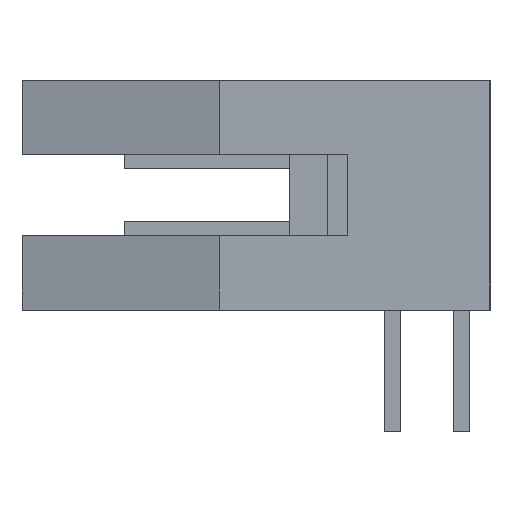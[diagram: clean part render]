
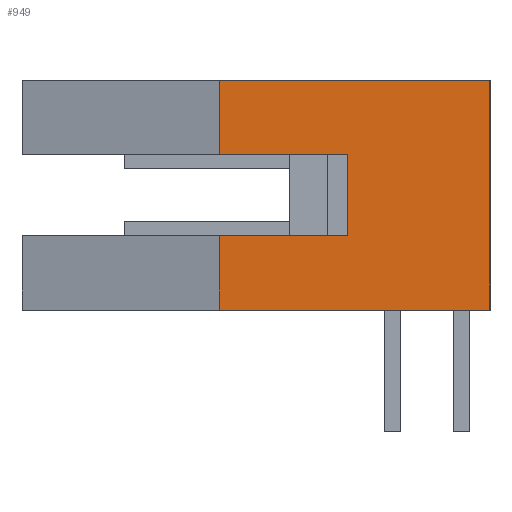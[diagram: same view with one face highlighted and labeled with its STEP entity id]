
A CAD part, left-side view. The second image highlights one B-rep face of the part: STEP entity #949.
In plain terms, the highlighted planar face has unit normal (-1, 0, 0).
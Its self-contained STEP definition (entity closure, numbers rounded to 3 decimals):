
#949=ADVANCED_FACE('',(#1324),#1138,.T.);
#1138=PLANE('',#4618);
#1324=FACE_OUTER_BOUND('',#1532,.T.);
#1532=EDGE_LOOP('',(#2461,#2462,#2463,#2464,#2465,#2466,#2467,#2468));
#2461=ORIENTED_EDGE('',*,*,#3406,.T.);
#2462=ORIENTED_EDGE('',*,*,#3207,.F.);
#2463=ORIENTED_EDGE('',*,*,#3407,.T.);
#2464=ORIENTED_EDGE('',*,*,#3408,.T.);
#2465=ORIENTED_EDGE('',*,*,#3369,.T.);
#2466=ORIENTED_EDGE('',*,*,#3373,.F.);
#2467=ORIENTED_EDGE('',*,*,#3385,.T.);
#2468=ORIENTED_EDGE('',*,*,#3394,.T.);
#2775=VERTEX_POINT('',#6145);
#2778=VERTEX_POINT('',#6150);
#2883=VERTEX_POINT('',#6471);
#2884=VERTEX_POINT('',#6473);
#2885=VERTEX_POINT('',#6478);
#2895=VERTEX_POINT('',#6502);
#2900=VERTEX_POINT('',#6520);
#2906=VERTEX_POINT('',#6548);
#3207=EDGE_CURVE('',#2778,#2775,#3716,.T.);
#3369=EDGE_CURVE('',#2884,#2883,#3868,.T.);
#3373=EDGE_CURVE('',#2885,#2883,#3872,.T.);
#3385=EDGE_CURVE('',#2885,#2895,#3883,.T.);
#3394=EDGE_CURVE('',#2895,#2900,#3887,.T.);
#3406=EDGE_CURVE('',#2900,#2775,#3899,.T.);
#3407=EDGE_CURVE('',#2778,#2906,#3900,.T.);
#3408=EDGE_CURVE('',#2906,#2884,#3901,.T.);
#3716=LINE('',#6151,#4209);
#3868=LINE('',#6472,#4361);
#3872=LINE('',#6479,#4365);
#3883=LINE('',#6503,#4376);
#3887=LINE('',#6521,#4380);
#3899=LINE('',#6545,#4392);
#3900=LINE('',#6547,#4393);
#3901=LINE('',#6549,#4394);
#4209=VECTOR('',#5149,1.);
#4361=VECTOR('',#5429,1.);
#4365=VECTOR('',#5435,1.);
#4376=VECTOR('',#5452,1.);
#4380=VECTOR('',#5474,1.);
#4392=VECTOR('',#5500,1.);
#4393=VECTOR('',#5503,1.);
#4394=VECTOR('',#5504,1.);
#4618=AXIS2_PLACEMENT_3D('',#6550,#5505,#5506);
#5149=DIRECTION('',(0.,0.,1.));
#5429=DIRECTION('',(0.,1.,0.));
#5435=DIRECTION('',(0.,0.,1.));
#5452=DIRECTION('',(0.,-1.,0.));
#5474=DIRECTION('',(0.,0.,-1.));
#5500=DIRECTION('',(0.,1.,0.));
#5503=DIRECTION('',(0.,-1.,0.));
#5504=DIRECTION('',(0.,0.,1.));
#5505=DIRECTION('',(-1.,0.,0.));
#5506=DIRECTION('',(0.,-1.,0.));
#6145=CARTESIAN_POINT('',(-31.573,12.59,2.75));
#6150=CARTESIAN_POINT('',(-31.573,12.59,0.));
#6151=CARTESIAN_POINT('',(-31.573,12.59,0.));
#6471=CARTESIAN_POINT('',(-31.573,12.59,8.5));
#6472=CARTESIAN_POINT('',(-31.573,2.59,8.5));
#6473=CARTESIAN_POINT('',(-31.573,2.59,8.5));
#6478=CARTESIAN_POINT('',(-31.573,12.59,5.75));
#6479=CARTESIAN_POINT('',(-31.573,12.59,5.75));
#6502=CARTESIAN_POINT('',(-31.573,7.84,5.75));
#6503=CARTESIAN_POINT('',(-31.573,12.59,5.75));
#6520=CARTESIAN_POINT('',(-31.573,7.84,2.75));
#6521=CARTESIAN_POINT('',(-31.573,7.84,5.75));
#6545=CARTESIAN_POINT('',(-31.573,7.84,2.75));
#6547=CARTESIAN_POINT('',(-31.573,12.59,0.));
#6548=CARTESIAN_POINT('',(-31.573,2.59,0.));
#6549=CARTESIAN_POINT('',(-31.573,2.59,0.));
#6550=CARTESIAN_POINT('',(-31.573,12.59,0.));
